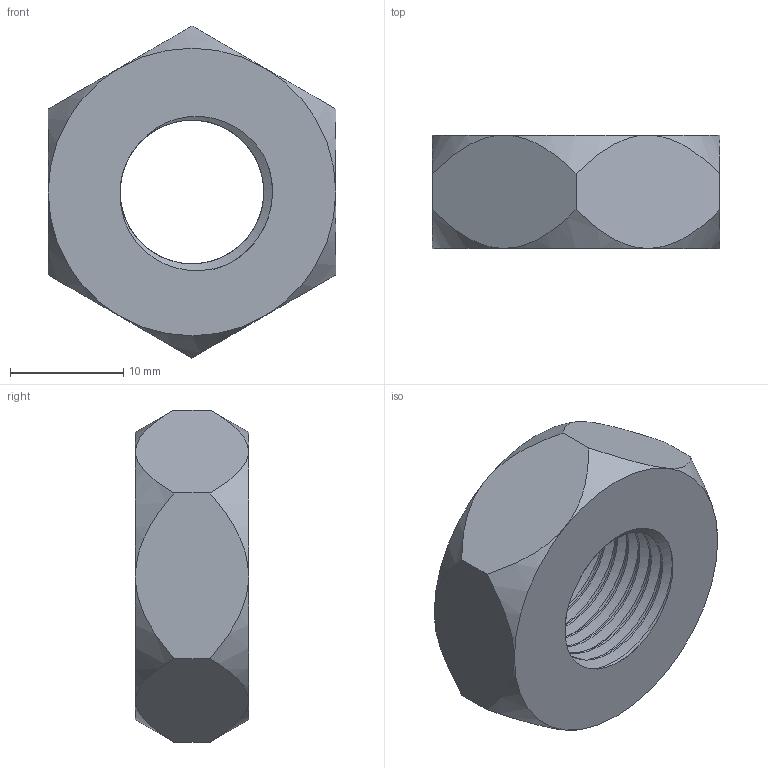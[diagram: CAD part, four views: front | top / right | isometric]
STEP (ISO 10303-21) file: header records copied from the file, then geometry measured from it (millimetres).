
FILE_DESCRIPTION (( 'STEP AP214' ), '1' );
FILE_NAME ('Part10. Tension Bolt Nut.STEP', '2025-04-02T10:41:03', ( '' ), ( '' ), 'SwSTEP 2.0', 'SolidWorks 2025', '' );
FILE_SCHEMA (( 'AUTOMOTIVE_DESIGN' ));
Length unit declared in the file: millimetre
Products named in the file (1): Part10. Tension Bolt Nut
Bounding box: 25.4 x 10 x 29.33 mm (x, y, z)
Volume: 4061.5 mm3; surface area: 2285.4 mm2
Topology: 1 solids, 1 shells, 24 faces, 54 edges, 32 vertices
Faces by surface type: cone 12, plane 8, bspline 3, cylinder 1
Entity records: 5378 total; most frequent: CARTESIAN_POINT 4889, ORIENTED_EDGE 108, DIRECTION 78, EDGE_CURVE 54, AXIS2_PLACEMENT_3D 36, VERTEX_POINT 32, B_SPLINE_CURVE_WITH_KNOTS 31, EDGE_LOOP 26
